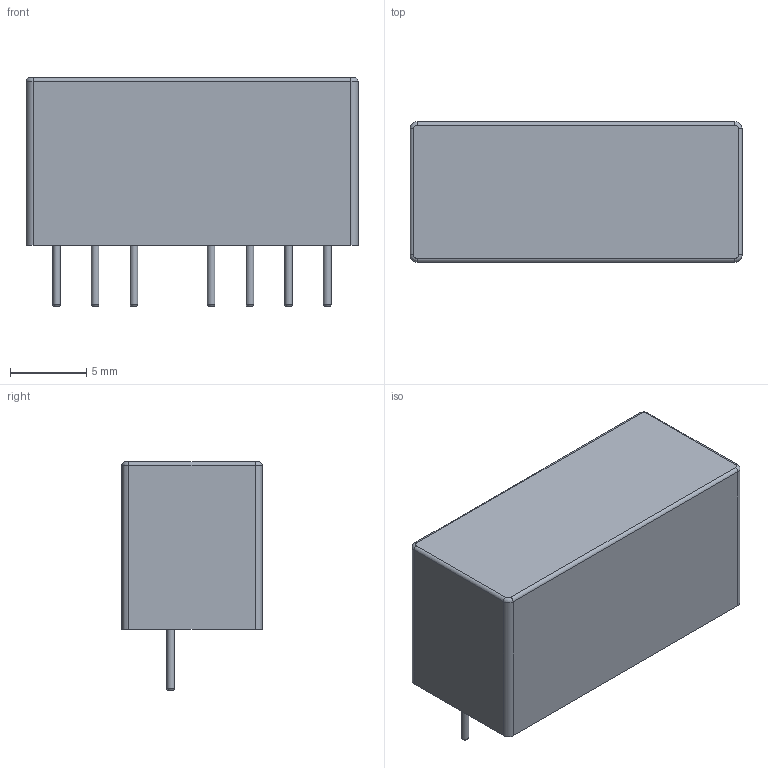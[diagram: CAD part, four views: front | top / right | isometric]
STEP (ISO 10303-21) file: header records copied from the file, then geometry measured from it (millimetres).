
FILE_DESCRIPTION(/* description */ ('model of Converter_DCDC_TRACO_TMR-xxxx_THT'),/* implementation_level */ '2;1');
FILE_NAME(/* name */ 'Converter_DCDC_TRACO_TMR-xxxx_THT.step',/* time_stamp */ '2018-04-09T21:30:06',/* author */ ('kicad StepUp','ksu'),/* organization */ ('FreeCAD'),/* preprocessor_version */ 'OCC',/* originating_system */ 'kicad StepUp',/* authorisation */ '');
FILE_SCHEMA(('AUTOMOTIVE_DESIGN { 1 0 10303 214 1 1 1 1 }'));
Length unit declared in the file: millimetre
Products named in the file (1): Converter_DCDC_TRACO_TMR_xxxx_THT
Bounding box: 21.8 x 9.2 x 15 mm (x, y, z)
Volume: 2208.9 mm3; surface area: 1111.5 mm2
Topology: 1 solids, 1 shells, 39 faces, 75 edges, 45 vertices
Faces by surface type: cylinder 15, plane 13, torus 11
Full cylindrical faces by diameter (mm): 0.5 x7
Entity records: 809 total; most frequent: ORIENTED_EDGE 123, CARTESIAN_POINT 121, AXIS2_PLACEMENT_3D 87, EDGE_CURVE 75, CIRCLE 48, FACE_BOUND 46, EDGE_LOOP 46, VERTEX_POINT 45
